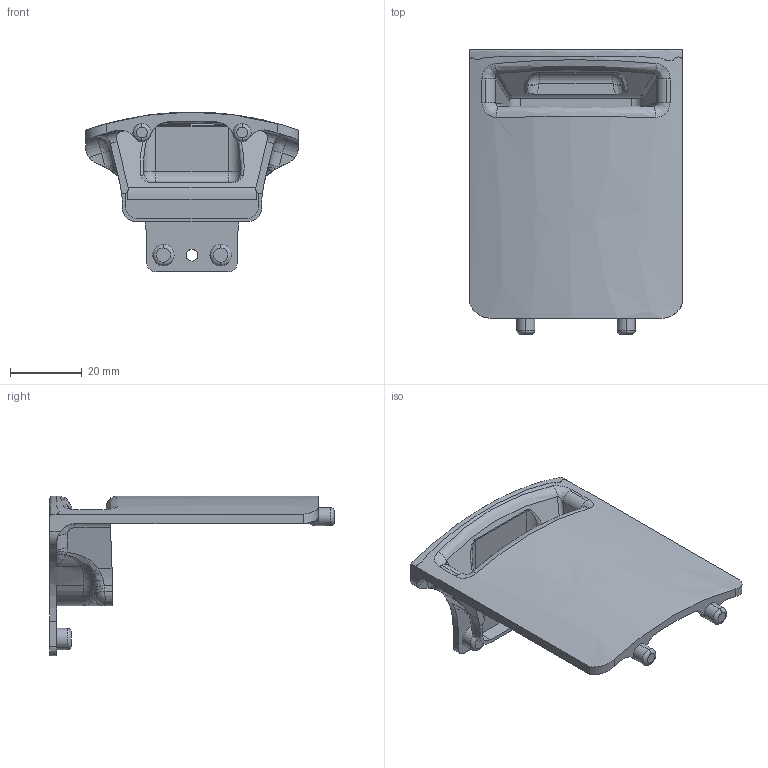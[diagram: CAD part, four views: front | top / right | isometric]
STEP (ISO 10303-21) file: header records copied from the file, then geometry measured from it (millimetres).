
FILE_DESCRIPTION (( 'STEP AP203' ), '1' );
FILE_NAME ('window.STEP', '2018-06-11T02:03:50', ( '' ), ( '' ), 'SwSTEP 2.0', 'SolidWorks 2016', '' );
FILE_SCHEMA (( 'CONFIG_CONTROL_DESIGN' ));
Length unit declared in the file: millimetre
Products named in the file (1): window
Bounding box: 59.4 x 79.5 x 44.67 mm (x, y, z)
Volume: 22123.4 mm3; surface area: 14231.6 mm2
Topology: 1 solids, 1 shells, 170 faces, 436 edges, 266 vertices
Faces by surface type: cylinder 56, bspline 54, plane 34, torus 18, cone 4, sphere 4
Entity records: 8043 total; most frequent: CARTESIAN_POINT 4265, ORIENTED_EDGE 864, DIRECTION 682, EDGE_CURVE 432, AXIS2_PLACEMENT_3D 280, VERTEX_POINT 266, EDGE_LOOP 176, FACE_OUTER_BOUND 170
